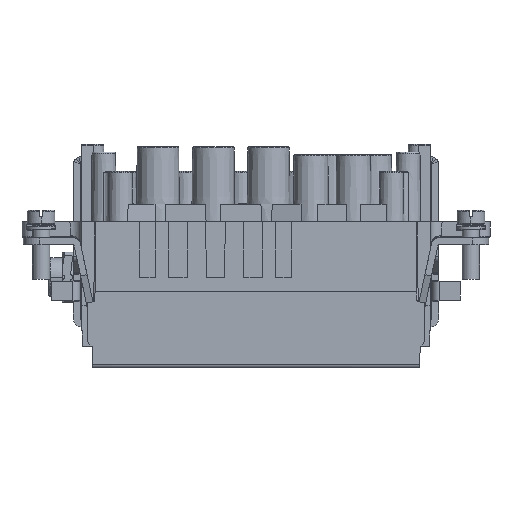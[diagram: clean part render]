
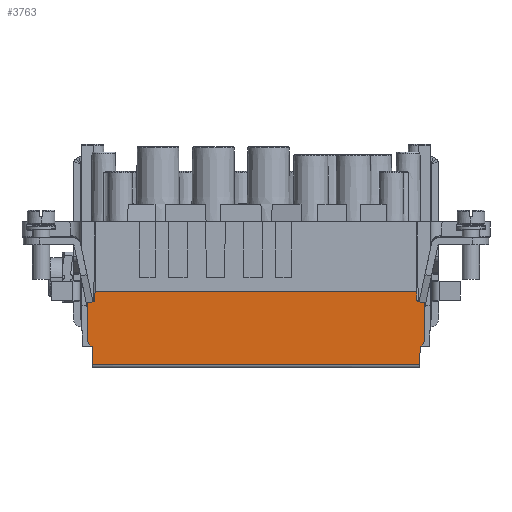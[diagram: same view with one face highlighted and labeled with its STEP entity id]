
A CAD part, front view. The second image highlights one B-rep face of the part: STEP entity #3763.
In plain terms, the highlighted planar face has unit normal (0, -1, -0.009).
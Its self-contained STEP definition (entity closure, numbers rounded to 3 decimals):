
#2248=FACE_OUTER_BOUND('',#11780,.T.);
#3763=ADVANCED_FACE('',(#2248),#4456,.F.);
#4456=PLANE('',#31234);
#5552=LINE('',#48673,#7390);
#5558=LINE('',#48685,#7396);
#5561=LINE('',#48701,#7399);
#5571=LINE('',#48716,#7409);
#5573=LINE('',#48720,#7411);
#5583=LINE('',#48749,#7421);
#5918=LINE('',#50578,#7756);
#7390=VECTOR('',#36473,1.);
#7396=VECTOR('',#36485,1.);
#7399=VECTOR('',#36492,1.);
#7409=VECTOR('',#36504,1.);
#7411=VECTOR('',#36508,1.);
#7421=VECTOR('',#36524,1.);
#7756=VECTOR('',#37455,1.);
#11780=EDGE_LOOP('',(#19710,#19711,#19712,#19713,#19714,#19715,#19716,#19717,
#19718,#19719,#19720,#19721,#19722,#19723));
#19710=ORIENTED_EDGE('',*,*,#25341,.F.);
#19711=ORIENTED_EDGE('',*,*,#25916,.F.);
#19712=ORIENTED_EDGE('',*,*,#26468,.F.);
#19713=ORIENTED_EDGE('',*,*,#25904,.F.);
#19714=ORIENTED_EDGE('',*,*,#25902,.F.);
#19715=ORIENTED_EDGE('',*,*,#25892,.F.);
#19716=ORIENTED_EDGE('',*,*,#25887,.F.);
#19717=ORIENTED_EDGE('',*,*,#25881,.F.);
#19718=ORIENTED_EDGE('',*,*,#25660,.F.);
#19719=ORIENTED_EDGE('',*,*,#27236,.T.);
#19720=ORIENTED_EDGE('',*,*,#27239,.F.);
#19721=ORIENTED_EDGE('',*,*,#27240,.T.);
#19722=ORIENTED_EDGE('',*,*,#27241,.F.);
#19723=ORIENTED_EDGE('',*,*,#27242,.T.);
#21889=VERTEX_POINT('',#46921);
#21892=VERTEX_POINT('',#46926);
#22105=VERTEX_POINT('',#47996);
#22106=VERTEX_POINT('',#48001);
#22254=VERTEX_POINT('',#48674);
#22257=VERTEX_POINT('',#48686);
#22260=VERTEX_POINT('',#48702);
#22263=VERTEX_POINT('',#48709);
#22265=VERTEX_POINT('',#48721);
#22272=VERTEX_POINT('',#48748);
#23096=VERTEX_POINT('',#52799);
#23098=VERTEX_POINT('',#52811);
#23099=VERTEX_POINT('',#52821);
#23100=VERTEX_POINT('',#52826);
#25341=EDGE_CURVE('',#21892,#21889,#27790,.T.);
#25660=EDGE_CURVE('',#22105,#22106,#27875,.T.);
#25881=EDGE_CURVE('',#22106,#22254,#5552,.T.);
#25887=EDGE_CURVE('',#22254,#22257,#5558,.T.);
#25892=EDGE_CURVE('',#22257,#22260,#5561,.T.);
#25902=EDGE_CURVE('',#22260,#22263,#5571,.T.);
#25904=EDGE_CURVE('',#22263,#22265,#5573,.T.);
#25916=EDGE_CURVE('',#22272,#21892,#5583,.T.);
#26468=EDGE_CURVE('',#22265,#22272,#5918,.T.);
#27236=EDGE_CURVE('',#22105,#23096,#28089,.T.);
#27239=EDGE_CURVE('',#23098,#23096,#28091,.T.);
#27240=EDGE_CURVE('',#23098,#23099,#28092,.T.);
#27241=EDGE_CURVE('',#23100,#23099,#28093,.T.);
#27242=EDGE_CURVE('',#23100,#21889,#28094,.T.);
#27790=B_SPLINE_CURVE_WITH_KNOTS('',3,(#46927,#46928,#46929,#46930),
 .UNSPECIFIED.,.F.,.F.,(4,4),(0.,1.),.UNSPECIFIED.);
#27875=B_SPLINE_CURVE_WITH_KNOTS('',3,(#47997,#47998,#47999,#48000),
 .UNSPECIFIED.,.F.,.F.,(4,4),(0.,1.),.UNSPECIFIED.);
#28089=B_SPLINE_CURVE_WITH_KNOTS('',3,(#52800,#52801,#52802,#52803),
 .UNSPECIFIED.,.F.,.F.,(4,4),(0.,1.),.UNSPECIFIED.);
#28091=B_SPLINE_CURVE_WITH_KNOTS('',3,(#52812,#52813,#52814,#52815),
 .UNSPECIFIED.,.F.,.F.,(4,4),(0.,1.),.UNSPECIFIED.);
#28092=B_SPLINE_CURVE_WITH_KNOTS('',3,(#52817,#52818,#52819,#52820),
 .UNSPECIFIED.,.F.,.F.,(4,4),(0.,1.),.UNSPECIFIED.);
#28093=B_SPLINE_CURVE_WITH_KNOTS('',3,(#52822,#52823,#52824,#52825),
 .UNSPECIFIED.,.F.,.F.,(4,4),(0.,1.),.UNSPECIFIED.);
#28094=B_SPLINE_CURVE_WITH_KNOTS('',3,(#52827,#52828,#52829,#52830),
 .UNSPECIFIED.,.F.,.F.,(4,4),(0.,1.),.UNSPECIFIED.);
#31234=AXIS2_PLACEMENT_3D('',#52831,#39055,#39056);
#36473=DIRECTION('',(-0.009,-0.009,1.));
#36485=DIRECTION('',(0.985,-0.002,0.174));
#36492=DIRECTION('',(0.009,-0.009,1.));
#36504=DIRECTION('',(1.,0.,0.));
#36508=DIRECTION('',(0.009,0.009,-1.));
#36524=DIRECTION('',(-0.009,0.009,-1.));
#37455=DIRECTION('',(0.985,0.002,-0.174));
#39055=DIRECTION('',(0.,1.,0.009));
#39056=DIRECTION('',(0.,0.009,-1.));
#46921=CARTESIAN_POINT('',(29.862,-16.815,-18.35));
#46926=CARTESIAN_POINT('',(30.366,-16.819,-17.85));
#46927=CARTESIAN_POINT('',(30.366,-16.819,-17.85));
#46928=CARTESIAN_POINT('',(30.198,-16.817,-18.017));
#46929=CARTESIAN_POINT('',(30.03,-16.816,-18.183));
#46930=CARTESIAN_POINT('',(29.862,-16.815,-18.35));
#47996=CARTESIAN_POINT('',(-29.862,-16.815,-18.35));
#47997=CARTESIAN_POINT('',(-29.862,-16.815,-18.35));
#47998=CARTESIAN_POINT('',(-30.03,-16.816,-18.183));
#47999=CARTESIAN_POINT('',(-30.198,-16.817,-18.017));
#48000=CARTESIAN_POINT('',(-30.366,-16.819,-17.85));
#48001=CARTESIAN_POINT('',(-30.366,-16.819,-17.85));
#48673=CARTESIAN_POINT('',(-30.366,-16.819,-17.85));
#48674=CARTESIAN_POINT('',(-30.43,-16.883,-10.551));
#48685=CARTESIAN_POINT('',(-30.43,-16.883,-10.551));
#48686=CARTESIAN_POINT('',(-29.116,-16.885,-10.319));
#48701=CARTESIAN_POINT('',(-29.116,-16.885,-10.319));
#48702=CARTESIAN_POINT('',(-29.101,-16.9,-8.55));
#48709=CARTESIAN_POINT('',(29.09,-16.9,-8.55));
#48716=CARTESIAN_POINT('',(-29.101,-16.9,-8.55));
#48720=CARTESIAN_POINT('',(29.09,-16.9,-8.55));
#48721=CARTESIAN_POINT('',(29.105,-16.885,-10.317));
#48748=CARTESIAN_POINT('',(30.43,-16.883,-10.551));
#48749=CARTESIAN_POINT('',(30.43,-16.883,-10.551));
#50578=CARTESIAN_POINT('',(29.105,-16.885,-10.317));
#52799=CARTESIAN_POINT('',(-29.625,-16.815,-18.35));
#52800=CARTESIAN_POINT('',(-29.862,-16.814,-18.35));
#52801=CARTESIAN_POINT('',(-29.783,-16.814,-18.35));
#52802=CARTESIAN_POINT('',(-29.704,-16.814,-18.35));
#52803=CARTESIAN_POINT('',(-29.625,-16.814,-18.35));
#52811=CARTESIAN_POINT('',(-29.595,-16.785,-21.755));
#52812=CARTESIAN_POINT('',(-29.595,-16.785,-21.755));
#52813=CARTESIAN_POINT('',(-29.605,-16.795,-20.62));
#52814=CARTESIAN_POINT('',(-29.615,-16.805,-19.485));
#52815=CARTESIAN_POINT('',(-29.625,-16.815,-18.35));
#52817=CARTESIAN_POINT('',(-29.595,-16.785,-21.755));
#52818=CARTESIAN_POINT('',(-9.855,-16.785,-21.755));
#52819=CARTESIAN_POINT('',(9.886,-16.785,-21.755));
#52820=CARTESIAN_POINT('',(29.627,-16.785,-21.755));
#52821=CARTESIAN_POINT('',(29.627,-16.785,-21.755));
#52822=CARTESIAN_POINT('',(29.657,-16.815,-18.35));
#52823=CARTESIAN_POINT('',(29.647,-16.805,-19.485));
#52824=CARTESIAN_POINT('',(29.637,-16.795,-20.62));
#52825=CARTESIAN_POINT('',(29.627,-16.785,-21.755));
#52826=CARTESIAN_POINT('',(29.657,-16.815,-18.35));
#52827=CARTESIAN_POINT('',(29.657,-16.814,-18.35));
#52828=CARTESIAN_POINT('',(29.725,-16.814,-18.35));
#52829=CARTESIAN_POINT('',(29.793,-16.814,-18.35));
#52830=CARTESIAN_POINT('',(29.862,-16.814,-18.35));
#52831=CARTESIAN_POINT('',(0.,-16.857,-13.45));
